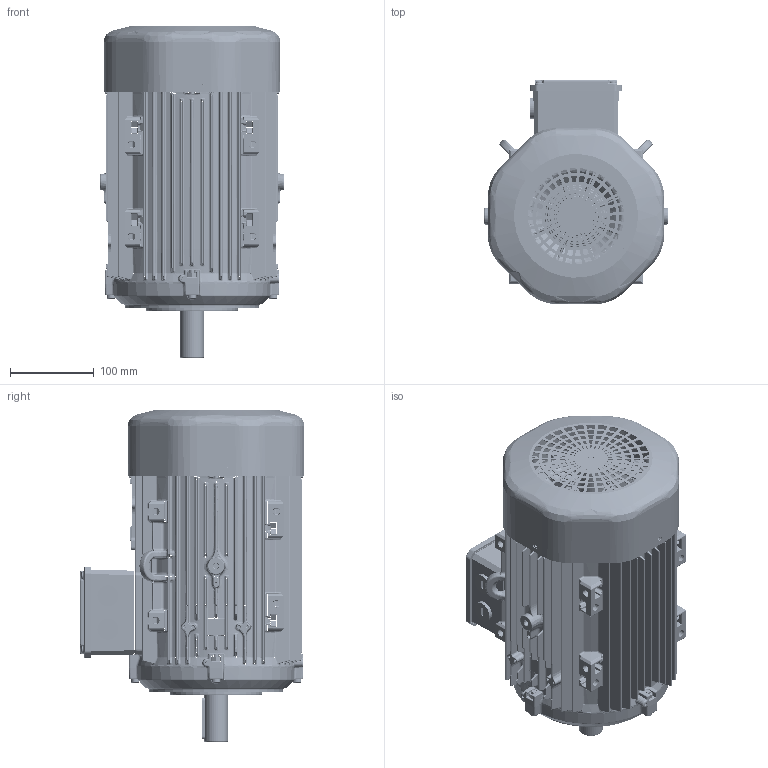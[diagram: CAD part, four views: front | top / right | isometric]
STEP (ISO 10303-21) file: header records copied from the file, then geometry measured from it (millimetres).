
FILE_DESCRIPTION(/* description */ (''),/* implementation_level */ '2;1');
FILE_NAME(/* name */ '_QH Series_ 112_B14a_stp.stp',/* time_stamp */ '2024-07-31T19:07:05+03:00',/* author */ (''),/* organization */ (''),/* preprocessor_version */ 'ST-DEVELOPER v18.102',/* originating_system */ 'SIEMENS PLM Software NX2206.8101',/* authorisation */ '');
FILE_SCHEMA (('AUTOMOTIVE_DESIGN { 1 0 10303 214 3 1 1 1 }'));
Products named in the file (1): _QH Series_ 112_B14a_stp_objects
Bounding box: 219 x 267.5 x 396 mm (x, y, z)
Surface area: 683787.6 mm2 (no closed solid volume)
Topology: 0 solids, 79 shells, 6103 faces, 19190 edges, 12325 vertices
Faces by surface type: cylinder 2341, plane 1376, torus 876, bspline 687, cone 413, sphere 410
Full cylindrical faces by diameter (mm): 4.6 x3, 8 x5, 8.5 x1, 25 x2, 27 x1, 28 x1, 29.2 x1, 29.5 x1, 30 x2, 47 x1, 110 x1
Entity records: 247023 total; most frequent: CARTESIAN_POINT 99534, ORIENTED_EDGE 29553, DIRECTION 26711, EDGE_CURVE 18812, VERTEX_POINT 12251, AXIS2_PLACEMENT_3D 10438, B_SPLINE_CURVE_WITH_KNOTS 7532, EDGE_LOOP 6511
